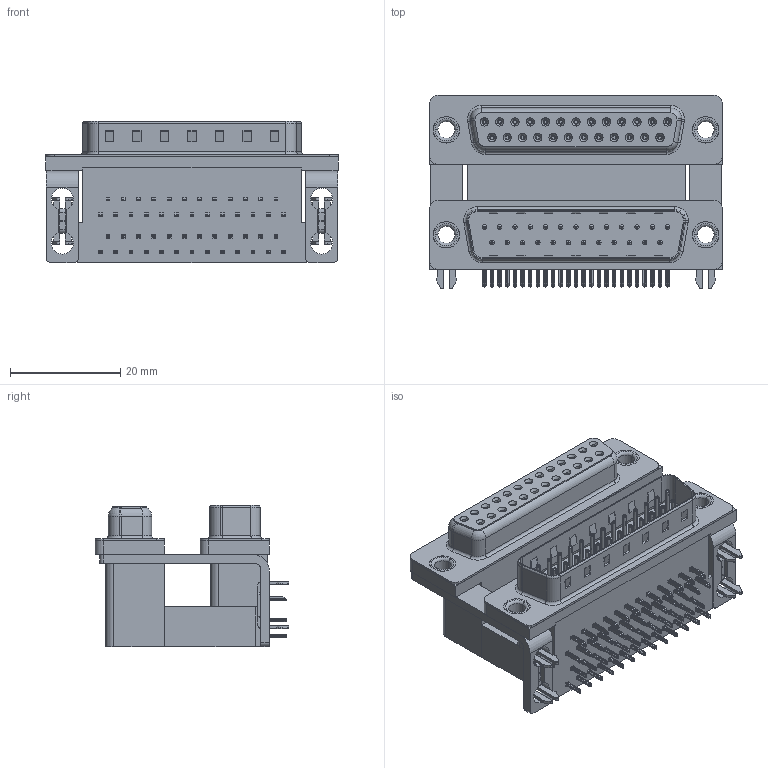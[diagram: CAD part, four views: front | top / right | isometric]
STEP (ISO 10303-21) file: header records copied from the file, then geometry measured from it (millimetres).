
FILE_DESCRIPTION (( 'STEP AP203' ), '1' );
FILE_NAME ('664-025-664-037.STEP', '2022-06-20T18:14:51', ( '' ), ( '' ), 'SwSTEP 2.0', 'SolidWorks 2020', '' );
FILE_SCHEMA (( 'CONFIG_CONTROL_DESIGN' ));
Length unit declared in the file: millimetre
Products named in the file (13): 664 Contact Bottom Upper_M; 664 Shell Receptacle_25 Contacts; 664 Contact Bottom Lower; 664 Housing Upper_25 Contacts M; 664 Thru Hole Rivet; 664 Contact Top Lower; 664 Housing Spacer_25 Contacts M; 664 Mounting Bracket_2ProngM; 664 Shell Plug_25 Contacts; 664-025-664-037; 664 Housing Lower_25 Contacts; 664 2 Prong Board Lock_3; 664 Contact Top Upper_M
Assembly tree (63 placements, depth 2):
  664-025-664-037
    664 Housing Lower_25 Contacts
    664 Housing Spacer_25 Contacts M
    664 Housing Upper_25 Contacts M
    664 Shell Plug_25 Contacts
    664 Shell Receptacle_25 Contacts
    664 Contact Bottom Lower  x12
    664 Contact Top Lower  x13
    664 Contact Bottom Upper_M  x12
    664 Contact Top Upper_M  x13
    664 Mounting Bracket_2ProngM  x2
    664 2 Prong Board Lock_3  x2
    664 Thru Hole Rivet  x4
Bounding box: 53.04 x 35.1 x 25.6 mm (x, y, z)
Volume: 22471.4 mm3; surface area: 24263.3 mm2
Topology: 63 solids, 63 shells, 6271 faces, 16163 edges, 10105 vertices
Faces by surface type: plane 3359, cylinder 1557, bspline 852, cone 300, torus 203
Entity records: 54999 total; most frequent: CARTESIAN_POINT 12194, ORIENTED_EDGE 8320, DIRECTION 8015, EDGE_CURVE 4160, LINE 3053, VECTOR 3053, VERTEX_POINT 2675, AXIS2_PLACEMENT_3D 2481
